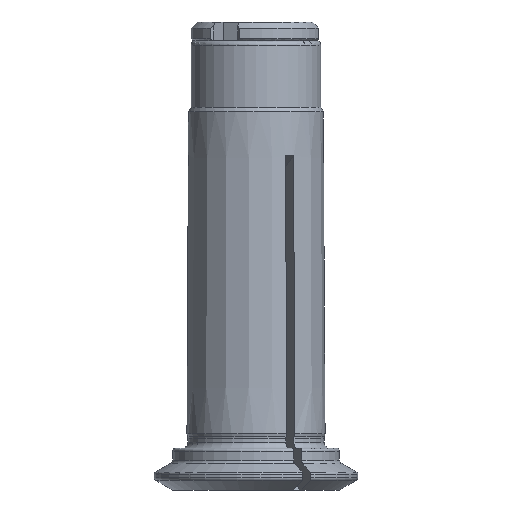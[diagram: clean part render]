
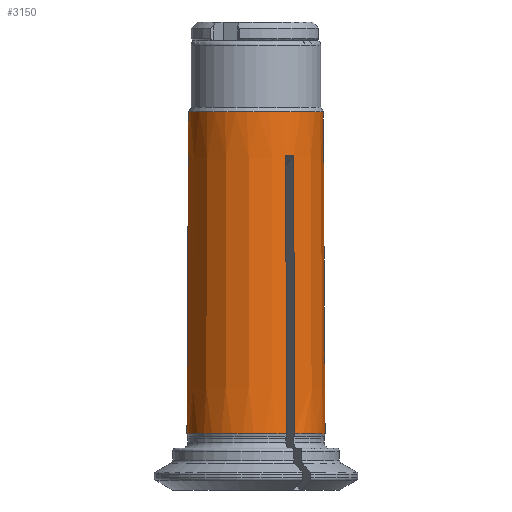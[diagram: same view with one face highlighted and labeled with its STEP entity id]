
A CAD part, front view. The second image highlights one B-rep face of the part: STEP entity #3150.
In plain terms, the highlighted conical face has half-angle 0.287 degrees and reference radius 7.461 mm.
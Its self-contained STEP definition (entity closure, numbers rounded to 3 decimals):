
#26=ELLIPSE('',#3379,8.956,7.337);
#27=ELLIPSE('',#3381,8.956,7.337);
#28=ELLIPSE('',#3383,8.956,7.337);
#167=CONICAL_SURFACE('',#3377,7.461,0.005);
#273=CIRCLE('',#3378,7.461);
#274=CIRCLE('',#3380,7.461);
#275=CIRCLE('',#3382,7.461);
#276=CIRCLE('',#3384,7.287);
#692=ORIENTED_EDGE('',*,*,#1267,.F.);
#693=ORIENTED_EDGE('',*,*,#1268,.T.);
#694=ORIENTED_EDGE('',*,*,#1269,.T.);
#695=ORIENTED_EDGE('',*,*,#1270,.T.);
#696=ORIENTED_EDGE('',*,*,#1271,.F.);
#697=ORIENTED_EDGE('',*,*,#1272,.T.);
#698=ORIENTED_EDGE('',*,*,#1273,.T.);
#699=ORIENTED_EDGE('',*,*,#1274,.T.);
#700=ORIENTED_EDGE('',*,*,#1275,.F.);
#701=ORIENTED_EDGE('',*,*,#1276,.T.);
#702=ORIENTED_EDGE('',*,*,#1277,.T.);
#703=ORIENTED_EDGE('',*,*,#1278,.T.);
#704=ORIENTED_EDGE('',*,*,#1279,.F.);
#1267=EDGE_CURVE('',#1564,#1565,#1734,.T.);
#1268=EDGE_CURVE('',#1564,#1566,#273,.T.);
#1269=EDGE_CURVE('',#1566,#1567,#1735,.T.);
#1270=EDGE_CURVE('',#1567,#1568,#26,.T.);
#1271=EDGE_CURVE('',#1569,#1568,#1736,.T.);
#1272=EDGE_CURVE('',#1569,#1570,#274,.T.);
#1273=EDGE_CURVE('',#1570,#1571,#1737,.T.);
#1274=EDGE_CURVE('',#1571,#1572,#27,.T.);
#1275=EDGE_CURVE('',#1573,#1572,#1738,.T.);
#1276=EDGE_CURVE('',#1573,#1574,#275,.T.);
#1277=EDGE_CURVE('',#1574,#1575,#1739,.T.);
#1278=EDGE_CURVE('',#1575,#1565,#28,.T.);
#1279=EDGE_CURVE('',#1576,#1576,#276,.T.);
#1564=VERTEX_POINT('',#4737);
#1565=VERTEX_POINT('',#4738);
#1566=VERTEX_POINT('',#4740);
#1567=VERTEX_POINT('',#4742);
#1568=VERTEX_POINT('',#4744);
#1569=VERTEX_POINT('',#4746);
#1570=VERTEX_POINT('',#4748);
#1571=VERTEX_POINT('',#4750);
#1572=VERTEX_POINT('',#4752);
#1573=VERTEX_POINT('',#4754);
#1574=VERTEX_POINT('',#4756);
#1575=VERTEX_POINT('',#4758);
#1576=VERTEX_POINT('',#4761);
#1734=LINE('',#4736,#1878);
#1735=LINE('',#4741,#1879);
#1736=LINE('',#4745,#1880);
#1737=LINE('',#4749,#1881);
#1738=LINE('',#4753,#1882);
#1739=LINE('',#4757,#1883);
#1878=VECTOR('',#3921,1000.);
#1879=VECTOR('',#3924,1000.);
#1880=VECTOR('',#3927,1000.);
#1881=VECTOR('',#3930,1000.);
#1882=VECTOR('',#3933,1000.);
#1883=VECTOR('',#3936,1000.);
#2006=EDGE_LOOP('',(#692,#693,#694,#695,#696,#697,#698,#699,#700,#701,#702,
#703));
#2007=EDGE_LOOP('',(#704));
#2147=FACE_BOUND('',#2006,.T.);
#2148=FACE_BOUND('',#2007,.T.);
#3150=ADVANCED_FACE('',(#2147,#2148),#167,.T.);
#3377=AXIS2_PLACEMENT_3D('',#4735,#3919,#3920);
#3378=AXIS2_PLACEMENT_3D('',#4739,#3922,#3923);
#3379=AXIS2_PLACEMENT_3D('',#4743,#3925,#3926);
#3380=AXIS2_PLACEMENT_3D('',#4747,#3928,#3929);
#3381=AXIS2_PLACEMENT_3D('',#4751,#3931,#3932);
#3382=AXIS2_PLACEMENT_3D('',#4755,#3934,#3935);
#3383=AXIS2_PLACEMENT_3D('',#4759,#3937,#3938);
#3384=AXIS2_PLACEMENT_3D('',#4760,#3939,#3940);
#3919=DIRECTION('',(0.,0.,-1.));
#3920=DIRECTION('',(-1.,0.,0.));
#3921=DIRECTION('',(0.005,0.,1.));
#3922=DIRECTION('',(0.,0.,1.));
#3923=DIRECTION('',(1.,0.,0.));
#3924=DIRECTION('',(-0.003,0.004,1.));
#3925=DIRECTION('',(-0.287,0.497,0.819));
#3926=DIRECTION('',(-0.41,0.709,-0.574));
#3927=DIRECTION('',(-0.003,0.004,1.));
#3928=DIRECTION('',(0.,0.,1.));
#3929=DIRECTION('',(1.,0.,0.));
#3930=DIRECTION('',(-0.003,-0.004,1.));
#3931=DIRECTION('',(-0.287,-0.497,0.819));
#3932=DIRECTION('',(-0.41,-0.709,-0.574));
#3933=DIRECTION('',(-0.003,-0.004,1.));
#3934=DIRECTION('',(0.,0.,1.));
#3935=DIRECTION('',(1.,0.,0.));
#3936=DIRECTION('',(0.005,0.,1.));
#3937=DIRECTION('',(0.574,0.,0.819));
#3938=DIRECTION('',(0.819,0.,-0.574));
#3939=DIRECTION('',(0.,0.,1.));
#3940=DIRECTION('',(1.,0.,0.));
#4735=CARTESIAN_POINT('',(0.,0.,6.075));
#4736=CARTESIAN_POINT('',(-7.369,-0.5,21.091));
#4737=CARTESIAN_POINT('',(-7.444,-0.5,6.075));
#4738=CARTESIAN_POINT('',(-7.294,-0.5,36.107));
#4739=CARTESIAN_POINT('',(0.,0.,6.075));
#4740=CARTESIAN_POINT('',(3.289,-6.697,6.075));
#4741=CARTESIAN_POINT('',(3.252,-6.632,21.091));
#4742=CARTESIAN_POINT('',(3.214,-6.567,36.107));
#4743=CARTESIAN_POINT('',(-0.013,0.022,30.982));
#4744=CARTESIAN_POINT('',(4.08,-6.067,36.107));
#4745=CARTESIAN_POINT('',(4.118,-6.132,21.091));
#4746=CARTESIAN_POINT('',(4.155,-6.197,6.075));
#4747=CARTESIAN_POINT('',(0.,0.,6.075));
#4748=CARTESIAN_POINT('',(4.155,6.197,6.075));
#4749=CARTESIAN_POINT('',(4.118,6.132,21.091));
#4750=CARTESIAN_POINT('',(4.08,6.067,36.107));
#4751=CARTESIAN_POINT('',(-0.013,-0.022,30.982));
#4752=CARTESIAN_POINT('',(3.214,6.567,36.107));
#4753=CARTESIAN_POINT('',(3.252,6.632,21.091));
#4754=CARTESIAN_POINT('',(3.289,6.697,6.075));
#4755=CARTESIAN_POINT('',(0.,0.,6.075));
#4756=CARTESIAN_POINT('',(-7.444,0.5,6.075));
#4757=CARTESIAN_POINT('',(-7.369,0.5,21.091));
#4758=CARTESIAN_POINT('',(-7.294,0.5,36.107));
#4759=CARTESIAN_POINT('',(0.026,0.,30.982));
#4760=CARTESIAN_POINT('',(0.,0.,40.803));
#4761=CARTESIAN_POINT('',(7.287,0.,40.803));
